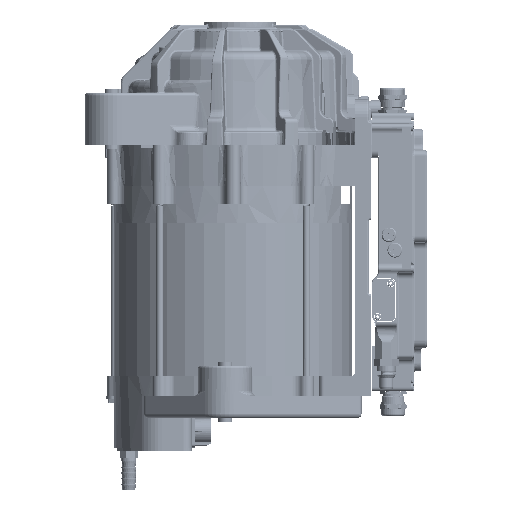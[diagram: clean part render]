
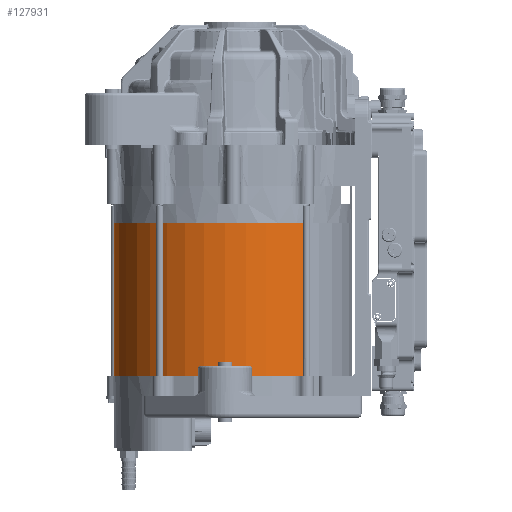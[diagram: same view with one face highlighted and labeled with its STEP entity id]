
A CAD part, front view. The second image highlights one B-rep face of the part: STEP entity #127931.
In plain terms, the highlighted cylindrical face has radius 132.5 mm (diameter 265 mm), a partial arc.
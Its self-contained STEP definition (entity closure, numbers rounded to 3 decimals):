
#8084 = ORIENTED_EDGE ( 'NONE', *, *, #203706, .F. ) ;
#14298 = DIRECTION ( 'NONE',  ( -0.588, 0.809, 0. ) ) ;
#22097 = EDGE_LOOP ( 'NONE', ( #181517, #31201, #215012, #8084 ) ) ;
#31201 = ORIENTED_EDGE ( 'NONE', *, *, #156230, .T. ) ;
#56424 = LINE ( 'NONE', #123001, #166675 ) ;
#58767 = VERTEX_POINT ( 'NONE', #185525 ) ;
#63347 = CARTESIAN_POINT ( 'NONE',  ( -19.692, -111.677, -120.1 ) ) ;
#68265 = DIRECTION ( 'NONE',  ( 0., 0., -1. ) ) ;
#72287 = DIRECTION ( 'NONE',  ( -0.588, 0.809, 0. ) ) ;
#73641 = AXIS2_PLACEMENT_3D ( 'NONE', #109137, #192067, #175716 ) ;
#74484 = AXIS2_PLACEMENT_3D ( 'NONE', #63347, #164823, #14298 ) ;
#86380 = CARTESIAN_POINT ( 'NONE',  ( 58.19, -218.872, -87. ) ) ;
#97159 = FACE_OUTER_BOUND ( 'NONE', #22097, .T. ) ;
#105655 = EDGE_CURVE ( 'NONE', #204381, #58767, #56424, .T. ) ;
#109137 = CARTESIAN_POINT ( 'NONE',  ( -19.692, -111.677, -87. ) ) ;
#119579 = LINE ( 'NONE', #151265, #148339 ) ;
#121980 = CIRCLE ( 'NONE', #160319, 132.5 ) ;
#123001 = CARTESIAN_POINT ( 'NONE',  ( -97.573, -4.482, -120.1 ) ) ;
#126008 = CIRCLE ( 'NONE', #73641, 132.5 ) ;
#127931 = ADVANCED_FACE ( 'NONE', ( #97159 ), #132079, .T. ) ;
#132079 = CYLINDRICAL_SURFACE ( 'NONE', #74484, 132.5 ) ;
#148339 = VECTOR ( 'NONE', #68265, 1000. ) ;
#151265 = CARTESIAN_POINT ( 'NONE',  ( 58.19, -218.872, -120.1 ) ) ;
#156230 = EDGE_CURVE ( 'NONE', #206435, #204381, #126008, .T. ) ;
#157721 = CARTESIAN_POINT ( 'NONE',  ( -97.573, -4.482, -87. ) ) ;
#160319 = AXIS2_PLACEMENT_3D ( 'NONE', #169499, #184790, #72287 ) ;
#163713 = EDGE_CURVE ( 'NONE', #206435, #211423, #119579, .T. ) ;
#164823 = DIRECTION ( 'NONE',  ( 0., 0., -1. ) ) ;
#166675 = VECTOR ( 'NONE', #187394, 1000. ) ;
#169499 = CARTESIAN_POINT ( 'NONE',  ( -19.692, -111.677, -257.1 ) ) ;
#169789 = CARTESIAN_POINT ( 'NONE',  ( 58.19, -218.872, -257.1 ) ) ;
#175716 = DIRECTION ( 'NONE',  ( -0.588, 0.809, 0. ) ) ;
#181517 = ORIENTED_EDGE ( 'NONE', *, *, #163713, .F. ) ;
#184790 = DIRECTION ( 'NONE',  ( 0., 0., -1. ) ) ;
#185525 = CARTESIAN_POINT ( 'NONE',  ( -97.573, -4.482, -257.1 ) ) ;
#187394 = DIRECTION ( 'NONE',  ( 0., 0., -1. ) ) ;
#192067 = DIRECTION ( 'NONE',  ( 0., 0., -1. ) ) ;
#203706 = EDGE_CURVE ( 'NONE', #211423, #58767, #121980, .T. ) ;
#204381 = VERTEX_POINT ( 'NONE', #157721 ) ;
#206435 = VERTEX_POINT ( 'NONE', #86380 ) ;
#211423 = VERTEX_POINT ( 'NONE', #169789 ) ;
#215012 = ORIENTED_EDGE ( 'NONE', *, *, #105655, .T. ) ;
